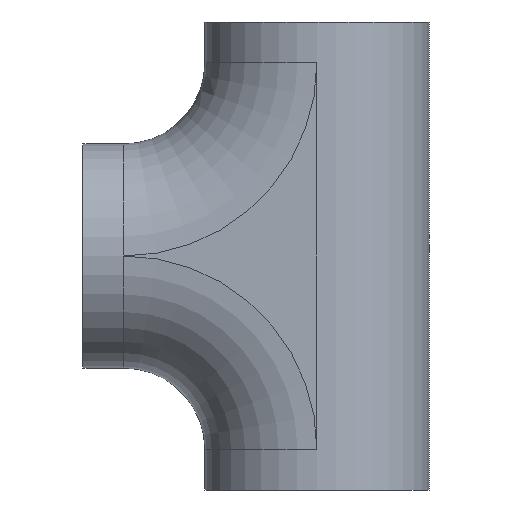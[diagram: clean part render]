
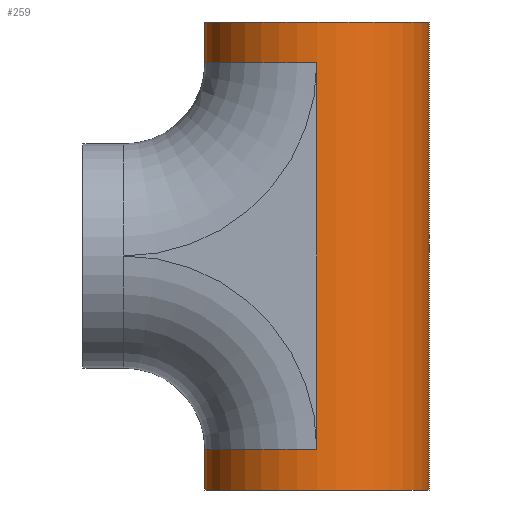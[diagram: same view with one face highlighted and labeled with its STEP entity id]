
A CAD part, left-side view. The second image highlights one B-rep face of the part: STEP entity #259.
In plain terms, the highlighted cylindrical face has radius 36.5 mm (diameter 73 mm), a partial arc.
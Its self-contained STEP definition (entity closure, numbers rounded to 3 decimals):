
#6 = DIRECTION ( 'NONE',  ( 0., 0., -1. ) ) ;
#24 = DIRECTION ( 'NONE',  ( 1., 0., 0. ) ) ;
#25 = ORIENTED_EDGE ( 'NONE', *, *, #142, .F. ) ;
#27 = CARTESIAN_POINT ( 'NONE',  ( 0., 0., -62.967 ) ) ;
#32 = ORIENTED_EDGE ( 'NONE', *, *, #343, .F. ) ;
#39 = EDGE_CURVE ( 'NONE', #528, #339, #551, .T. ) ;
#41 = DIRECTION ( 'NONE',  ( 1., 0., 0. ) ) ;
#74 = CIRCLE ( 'NONE', #582, 36.5 ) ;
#80 = DIRECTION ( 'NONE',  ( 0., 0., -1. ) ) ;
#83 = VERTEX_POINT ( 'NONE', #455 ) ;
#113 = CARTESIAN_POINT ( 'NONE',  ( 0., 0., 62.967 ) ) ;
#142 = EDGE_CURVE ( 'NONE', #528, #461, #74, .T. ) ;
#158 = VERTEX_POINT ( 'NONE', #416 ) ;
#164 = EDGE_CURVE ( 'NONE', #182, #83, #429, .T. ) ;
#172 = VECTOR ( 'NONE', #80, 1000. ) ;
#181 = CARTESIAN_POINT ( 'NONE',  ( -36.5, 0., 62.967 ) ) ;
#182 = VERTEX_POINT ( 'NONE', #269 ) ;
#203 = ORIENTED_EDGE ( 'NONE', *, *, #39, .T. ) ;
#222 = FACE_OUTER_BOUND ( 'NONE', #552, .T. ) ;
#231 = LINE ( 'NONE', #345, #447 ) ;
#234 = VECTOR ( 'NONE', #407, 1000. ) ;
#236 = LINE ( 'NONE', #181, #234 ) ;
#259 = ADVANCED_FACE ( 'NONE', ( #222 ), #699, .T. ) ;
#266 = EDGE_CURVE ( 'NONE', #339, #675, #565, .T. ) ;
#267 = AXIS2_PLACEMENT_3D ( 'NONE', #735, #549, #41 ) ;
#269 = CARTESIAN_POINT ( 'NONE',  ( -36.5, 0., -62.967 ) ) ;
#316 = EDGE_CURVE ( 'NONE', #83, #158, #231, .T. ) ;
#330 = DIRECTION ( 'NONE',  ( 0., 0., -1. ) ) ;
#334 = DIRECTION ( 'NONE',  ( 1., 0., 0. ) ) ;
#337 = CARTESIAN_POINT ( 'NONE',  ( 0., -36.5, -76.2 ) ) ;
#339 = VERTEX_POINT ( 'NONE', #365 ) ;
#343 = EDGE_CURVE ( 'NONE', #461, #661, #602, .T. ) ;
#345 = CARTESIAN_POINT ( 'NONE',  ( 0., 36.5, 76.2 ) ) ;
#365 = CARTESIAN_POINT ( 'NONE',  ( 0., 36.5, 62.967 ) ) ;
#367 = ORIENTED_EDGE ( 'NONE', *, *, #266, .T. ) ;
#370 = DIRECTION ( 'NONE',  ( 0., 0., 1. ) ) ;
#407 = DIRECTION ( 'NONE',  ( 0., 0., -1. ) ) ;
#413 = AXIS2_PLACEMENT_3D ( 'NONE', #27, #670, #24 ) ;
#414 = CIRCLE ( 'NONE', #267, 36.5 ) ;
#416 = CARTESIAN_POINT ( 'NONE',  ( 0., 36.5, -76.2 ) ) ;
#429 = CIRCLE ( 'NONE', #413, 36.5 ) ;
#443 = DIRECTION ( 'NONE',  ( 0., 0., -1. ) ) ;
#447 = VECTOR ( 'NONE', #330, 1000. ) ;
#455 = CARTESIAN_POINT ( 'NONE',  ( 0., 36.5, -62.967 ) ) ;
#461 = VERTEX_POINT ( 'NONE', #472 ) ;
#466 = DIRECTION ( 'NONE',  ( 0., 1., 0. ) ) ;
#470 = AXIS2_PLACEMENT_3D ( 'NONE', #113, #585, #334 ) ;
#472 = CARTESIAN_POINT ( 'NONE',  ( 0., -36.5, 76.2 ) ) ;
#480 = CARTESIAN_POINT ( 'NONE',  ( 0., 0., 76.2 ) ) ;
#483 = DIRECTION ( 'NONE',  ( 1., 0., 0. ) ) ;
#490 = ORIENTED_EDGE ( 'NONE', *, *, #164, .T. ) ;
#492 = ORIENTED_EDGE ( 'NONE', *, *, #667, .T. ) ;
#520 = CARTESIAN_POINT ( 'NONE',  ( 0., -36.5, 76.2 ) ) ;
#528 = VERTEX_POINT ( 'NONE', #617 ) ;
#532 = ORIENTED_EDGE ( 'NONE', *, *, #316, .T. ) ;
#538 = EDGE_CURVE ( 'NONE', #661, #158, #414, .T. ) ;
#541 = VECTOR ( 'NONE', #443, 1000. ) ;
#549 = DIRECTION ( 'NONE',  ( 0., 0., -1. ) ) ;
#551 = LINE ( 'NONE', #633, #541 ) ;
#552 = EDGE_LOOP ( 'NONE', ( #32, #25, #203, #367, #492, #490, #532, #666 ) ) ;
#565 = CIRCLE ( 'NONE', #470, 36.5 ) ;
#582 = AXIS2_PLACEMENT_3D ( 'NONE', #480, #370, #483 ) ;
#585 = DIRECTION ( 'NONE',  ( 0., 0., 1. ) ) ;
#592 = CARTESIAN_POINT ( 'NONE',  ( -36.5, 0., 62.967 ) ) ;
#602 = LINE ( 'NONE', #520, #172 ) ;
#614 = AXIS2_PLACEMENT_3D ( 'NONE', #760, #6, #466 ) ;
#617 = CARTESIAN_POINT ( 'NONE',  ( 0., 36.5, 76.2 ) ) ;
#633 = CARTESIAN_POINT ( 'NONE',  ( 0., 36.5, 76.2 ) ) ;
#661 = VERTEX_POINT ( 'NONE', #337 ) ;
#666 = ORIENTED_EDGE ( 'NONE', *, *, #538, .F. ) ;
#667 = EDGE_CURVE ( 'NONE', #675, #182, #236, .T. ) ;
#670 = DIRECTION ( 'NONE',  ( 0., 0., -1. ) ) ;
#675 = VERTEX_POINT ( 'NONE', #592 ) ;
#699 = CYLINDRICAL_SURFACE ( 'NONE', #614, 36.5 ) ;
#735 = CARTESIAN_POINT ( 'NONE',  ( 0., 0., -76.2 ) ) ;
#760 = CARTESIAN_POINT ( 'NONE',  ( 0., 0., 76.2 ) ) ;
